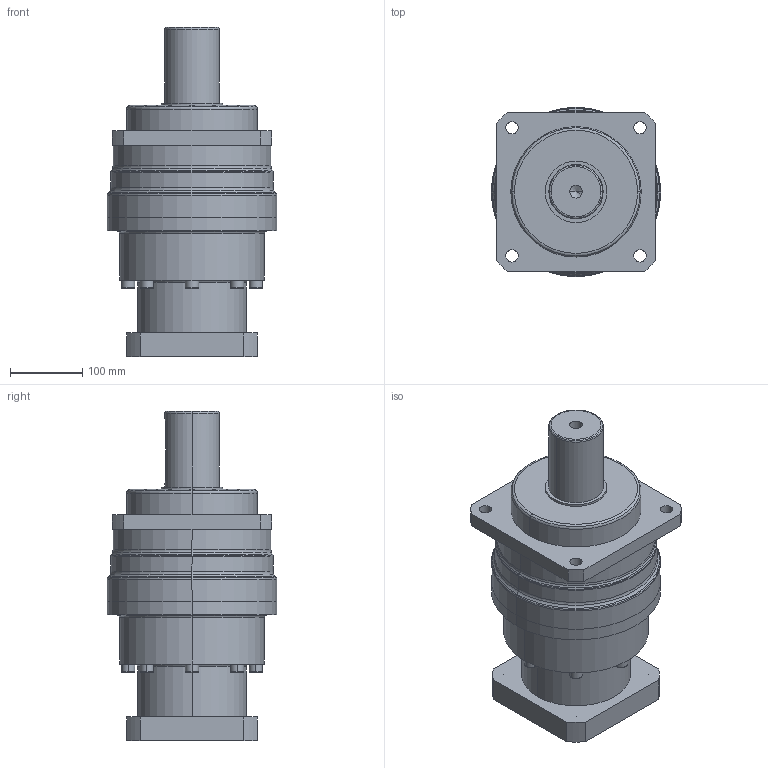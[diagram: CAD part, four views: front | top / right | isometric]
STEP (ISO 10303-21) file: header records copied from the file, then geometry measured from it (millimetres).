
FILE_DESCRIPTION((''),'2;1');
FILE_NAME('VRS210-L2-S2_ASM','2022-06-14T16:00:28',('Administrator'),(''),'CREO PARAMETRIC BY PTC INC, 2019010','CREO PARAMETRIC BY PTC INC, 2019010','');
FILE_SCHEMA(('CONFIG_CONTROL_DESIGN'));
Length unit declared in the file: millimetre
Products named in the file (3): M2010001; 20001; VRS210-L2-S2_ASM
Assembly tree (2 placements, depth 2):
  VRS210-L2-S2_ASM
    M2010001
    20001
Bounding box: 234 x 234 x 455 mm (x, y, z)
Volume: 11008368.2 mm3; surface area: 531899.4 mm2
Topology: 2 solids, 2 shells, 350 faces, 844 edges, 531 vertices
Faces by surface type: plane 152, cylinder 96, torus 88, cone 14
Entity records: 10440 total; most frequent: DIRECTION 1930, CARTESIAN_POINT 1894, ORIENTED_EDGE 1668, EDGE_CURVE 834, AXIS2_PLACEMENT_3D 763, VERTEX_POINT 531, CIRCLE 408, VECTOR 404
